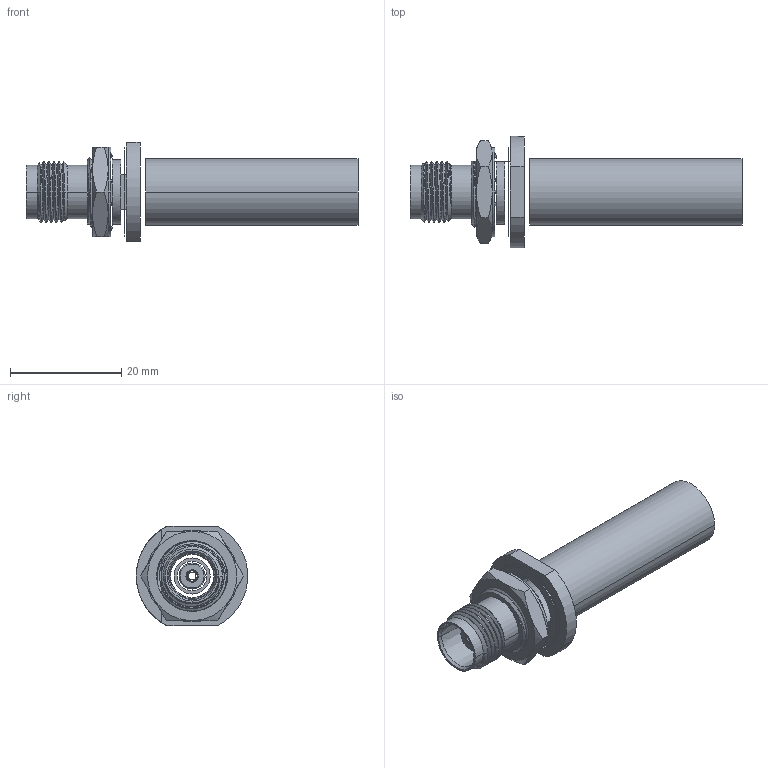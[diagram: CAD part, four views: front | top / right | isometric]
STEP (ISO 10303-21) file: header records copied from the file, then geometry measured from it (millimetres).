
FILE_DESCRIPTION((''),'2;1');
FILE_NAME('031-6507_SW0001','2012-10-26T',('Gopimuralidharan'),(''),'PRO/ENGINEER BY PARAMETRIC TECHNOLOGY CORPORATION, 2010100','PRO/ENGINEER BY PARAMETRIC TECHNOLOGY CORPORATION, 2010100','');
FILE_SCHEMA(('CONFIG_CONTROL_DESIGN'));
Length unit declared in the file: millimetre
Products named in the file (1): 031-6507_SW0001
Bounding box: 59.58 x 19.96 x 17.85 mm (x, y, z)
Surface area: 5174.1 mm2 (no closed solid volume)
Topology: 0 solids, 15 shells, 109 faces, 405 edges, 310 vertices
Faces by surface type: cone 31, plane 29, cylinder 25, bspline 24
Entity records: 8535 total; most frequent: CARTESIAN_POINT 5387, ORIENTED_EDGE 605, DIRECTION 562, EDGE_CURVE 405, VERTEX_POINT 310, AXIS2_PLACEMENT_3D 212, B_SPLINE_CURVE_WITH_KNOTS 140, VECTOR 138
